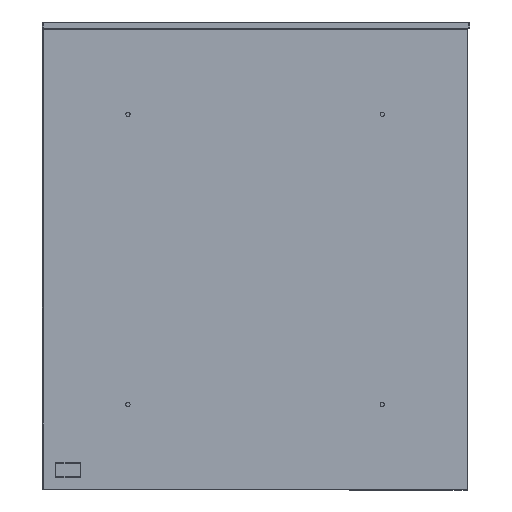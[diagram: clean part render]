
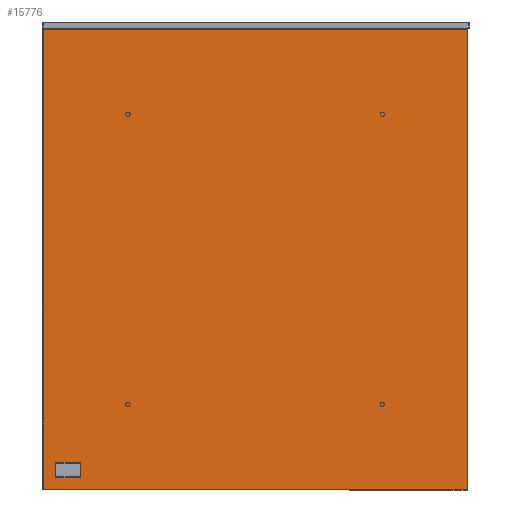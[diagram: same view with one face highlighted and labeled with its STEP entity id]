
A CAD part, left-side view. The second image highlights one B-rep face of the part: STEP entity #15776.
In plain terms, the highlighted planar face has unit normal (-1, 0, 0).
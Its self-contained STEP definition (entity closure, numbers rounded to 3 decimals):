
#15514=CARTESIAN_POINT('',(-1320.943,3185.176,1.131));
#15515=VERTEX_POINT('',#15514);
#15516=CARTESIAN_POINT('',(-1320.943,3185.176,538.869));
#15517=VERTEX_POINT('',#15516);
#15518=CARTESIAN_POINT('',(-1320.943,3185.176,1.131));
#15519=DIRECTION('',(0.0,0.0,1.0));
#15520=VECTOR('',#15519,537.737);
#15521=LINE('',#15518,#15520);
#15522=EDGE_CURVE('',#15515,#15517,#15521,.T.);
#15545=CARTESIAN_POINT('',(-1320.943,3184.845,539.2));
#15546=VERTEX_POINT('',#15545);
#15547=CARTESIAN_POINT('',(-1320.943,3185.176,538.869));
#15548=DIRECTION('',(0.0,-0.707,0.707));
#15549=VECTOR('',#15548,0.469);
#15550=LINE('',#15547,#15549);
#15551=EDGE_CURVE('',#15517,#15546,#15550,.T.);
#15569=CARTESIAN_POINT('',(-1320.943,2689.107,539.2));
#15570=VERTEX_POINT('',#15569);
#15571=CARTESIAN_POINT('',(-1320.943,3184.845,539.2));
#15572=DIRECTION('',(0.0,-1.0,0.0));
#15573=VECTOR('',#15572,495.737);
#15574=LINE('',#15571,#15573);
#15575=EDGE_CURVE('',#15546,#15570,#15574,.T.);
#15602=CARTESIAN_POINT('',(-1320.943,2688.776,538.869));
#15603=VERTEX_POINT('',#15602);
#15604=CARTESIAN_POINT('',(-1320.943,2689.107,539.2));
#15605=DIRECTION('',(0.0,-0.707,-0.707));
#15606=VECTOR('',#15605,0.469);
#15607=LINE('',#15604,#15606);
#15608=EDGE_CURVE('',#15570,#15603,#15607,.T.);
#15633=CARTESIAN_POINT('',(-1320.943,2688.776,1.131));
#15634=VERTEX_POINT('',#15633);
#15635=CARTESIAN_POINT('',(-1320.943,2688.776,538.869));
#15636=DIRECTION('',(0.0,0.0,-1.0));
#15637=VECTOR('',#15636,537.737);
#15638=LINE('',#15635,#15637);
#15639=EDGE_CURVE('',#15603,#15634,#15638,.T.);
#15664=CARTESIAN_POINT('',(-1320.943,2689.107,0.8));
#15665=VERTEX_POINT('',#15664);
#15666=CARTESIAN_POINT('',(-1320.943,2688.776,1.131));
#15667=DIRECTION('',(0.0,0.707,-0.707));
#15668=VECTOR('',#15667,0.469);
#15669=LINE('',#15666,#15668);
#15670=EDGE_CURVE('',#15634,#15665,#15669,.T.);
#15693=CARTESIAN_POINT('',(-1320.943,3184.845,0.8));
#15694=VERTEX_POINT('',#15693);
#15695=CARTESIAN_POINT('',(-1320.943,2689.107,0.8));
#15696=DIRECTION('',(0.0,1.0,0.0));
#15697=VECTOR('',#15696,495.737);
#15698=LINE('',#15695,#15697);
#15699=EDGE_CURVE('',#15665,#15694,#15698,.T.);
#15717=CARTESIAN_POINT('',(-1320.943,3184.845,0.8));
#15718=DIRECTION('',(0.0,0.707,0.707));
#15719=VECTOR('',#15718,0.469);
#15720=LINE('',#15717,#15719);
#15721=EDGE_CURVE('',#15694,#15515,#15720,.T.);
#15761=CARTESIAN_POINT('',(-1320.943,2936.976,0.799));
#15762=DIRECTION('',(-1.0,0.0,0.0));
#15763=DIRECTION('',(0.0,0.0,1.0));
#15764=AXIS2_PLACEMENT_3D('',#15761,#15762,#15763);
#15765=PLANE('',#15764);
#15766=ORIENTED_EDGE('',*,*,#15522,.F.);
#15767=ORIENTED_EDGE('',*,*,#15721,.F.);
#15768=ORIENTED_EDGE('',*,*,#15699,.F.);
#15769=ORIENTED_EDGE('',*,*,#15670,.F.);
#15770=ORIENTED_EDGE('',*,*,#15639,.F.);
#15771=ORIENTED_EDGE('',*,*,#15608,.F.);
#15772=ORIENTED_EDGE('',*,*,#15575,.F.);
#15773=ORIENTED_EDGE('',*,*,#15551,.F.);
#15774=EDGE_LOOP('',(#15766,#15767,#15768,#15769,#15770,#15771,#15772,#15773));
#15775=FACE_OUTER_BOUND('',#15774,.T.);
#15776=ADVANCED_FACE('',(#15775),#15765,.T.);
